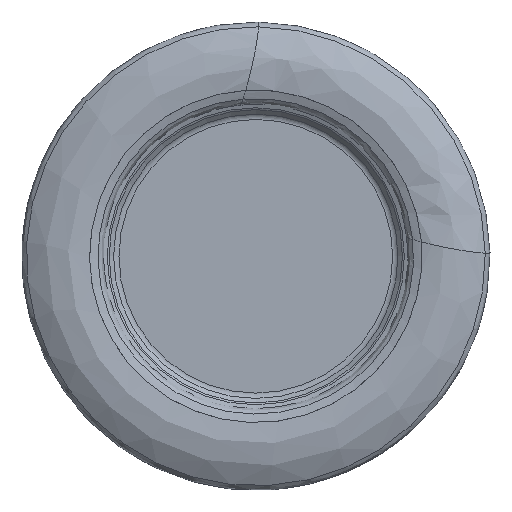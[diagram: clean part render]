
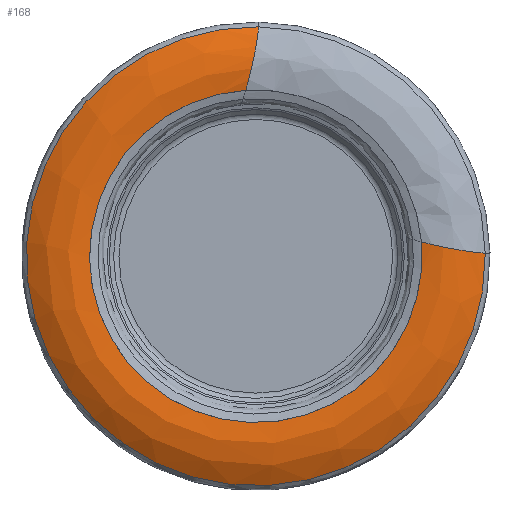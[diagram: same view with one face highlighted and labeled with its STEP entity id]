
A CAD part, left-side view. The second image highlights one B-rep face of the part: STEP entity #168.
In plain terms, the highlighted free-form (B-spline) face has degree [3, 3] with [4, 7] control points.
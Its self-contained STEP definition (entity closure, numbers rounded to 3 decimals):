
#38=(
BOUNDED_SURFACE()
B_SPLINE_SURFACE(3,3,((#1059,#1060,#1061,#1062,#1063,#1064,#1065),(#1066,
#1067,#1068,#1069,#1070,#1071,#1072),(#1073,#1074,#1075,#1076,#1077,#1078,
#1079),(#1080,#1081,#1082,#1083,#1084,#1085,#1086)),.UNSPECIFIED.,.F.,.F.,
 .F.)
B_SPLINE_SURFACE_WITH_KNOTS((4,4),(4,3,4),(0.,1.),(0.,0.5,1.),
 .UNSPECIFIED.)
GEOMETRIC_REPRESENTATION_ITEM()
RATIONAL_B_SPLINE_SURFACE(((1.,0.584,0.584,1.,0.584,
0.584,1.),(0.932,0.545,0.545,
0.932,0.545,0.545,0.932),
(0.932,0.545,0.545,0.932,
0.545,0.545,0.932),(1.,0.584,
0.584,1.,0.584,0.584,1.)))
REPRESENTATION_ITEM('')
SURFACE()
);
#121=FACE_OUTER_BOUND('',#258,.T.);
#168=ADVANCED_FACE('',(#121),#38,.F.);
#258=EDGE_LOOP('',(#334,#335,#336,#337));
#334=ORIENTED_EDGE('',*,*,#514,.F.);
#335=ORIENTED_EDGE('',*,*,#515,.F.);
#336=ORIENTED_EDGE('',*,*,#511,.T.);
#337=ORIENTED_EDGE('',*,*,#516,.F.);
#461=VERTEX_POINT('',#1036);
#462=VERTEX_POINT('',#1037);
#463=VERTEX_POINT('',#1055);
#464=VERTEX_POINT('',#1056);
#511=EDGE_CURVE('',#461,#462,#584,.T.);
#514=EDGE_CURVE('',#463,#464,#585,.T.);
#515=EDGE_CURVE('',#461,#463,#586,.T.);
#516=EDGE_CURVE('',#464,#462,#587,.T.);
#584=CIRCLE('',#664,17.744);
#585=CIRCLE('',#665,24.492);
#586=CIRCLE('',#666,8.);
#587=CIRCLE('',#667,8.);
#664=AXIS2_PLACEMENT_3D('',#1035,#787,#788);
#665=AXIS2_PLACEMENT_3D('',#1054,#791,#792);
#666=AXIS2_PLACEMENT_3D('',#1057,#793,#794);
#667=AXIS2_PLACEMENT_3D('',#1058,#795,#796);
#787=DIRECTION('',(1.,0.,0.));
#788=DIRECTION('',(0.,-0.996,0.086));
#791=DIRECTION('',(1.,0.,0.));
#792=DIRECTION('',(0.,-1.,0.013));
#793=DIRECTION('',(-0.174,-0.205,0.963));
#794=DIRECTION('',(0.,-0.978,-0.208));
#795=DIRECTION('',(0.174,-0.958,-0.23));
#796=DIRECTION('',(0.,-0.233,0.972));
#1035=CARTESIAN_POINT('',(0.213,0.,0.));
#1036=CARTESIAN_POINT('',(0.213,-17.677,1.534));
#1037=CARTESIAN_POINT('',(0.213,1.072,17.711));
#1054=CARTESIAN_POINT('',(1.495,0.,0.));
#1055=CARTESIAN_POINT('',(1.495,-24.49,0.317));
#1056=CARTESIAN_POINT('',(1.495,-0.322,24.49));
#1057=CARTESIAN_POINT('',(7.807,-20.039,2.401));
#1058=CARTESIAN_POINT('',(7.807,1.878,20.095));
#1059=CARTESIAN_POINT('',(0.213,-17.677,1.534));
#1060=CARTESIAN_POINT('',(0.213,-19.298,-17.146));
#1061=CARTESIAN_POINT('',(0.213,-2.605,-25.683));
#1062=CARTESIAN_POINT('',(0.213,11.591,-13.434));
#1063=CARTESIAN_POINT('',(0.213,25.787,-1.186));
#1064=CARTESIAN_POINT('',(0.213,19.788,16.578));
#1065=CARTESIAN_POINT('',(0.213,1.072,17.711));
#1066=CARTESIAN_POINT('',(-0.447,-20.027,0.915));
#1067=CARTESIAN_POINT('',(-0.447,-20.994,-20.246));
#1068=CARTESIAN_POINT('',(-0.447,-1.755,-29.113));
#1069=CARTESIAN_POINT('',(-0.447,13.705,-14.631));
#1070=CARTESIAN_POINT('',(-0.447,29.166,-0.148));
#1071=CARTESIAN_POINT('',(-0.447,21.573,19.628));
#1072=CARTESIAN_POINT('',(-0.447,0.393,20.044));
#1073=CARTESIAN_POINT('',(0.011,-22.463,0.48));
#1074=CARTESIAN_POINT('',(0.011,-22.971,-23.256));
#1075=CARTESIAN_POINT('',(0.011,-1.173,-32.667));
#1076=CARTESIAN_POINT('',(0.011,15.754,-16.019));
#1077=CARTESIAN_POINT('',(0.011,32.682,0.628));
#1078=CARTESIAN_POINT('',(0.011,23.636,22.579));
#1079=CARTESIAN_POINT('',(0.011,-0.105,22.468));
#1080=CARTESIAN_POINT('',(1.495,-24.49,0.317));
#1081=CARTESIAN_POINT('',(1.495,-24.825,-25.562));
#1082=CARTESIAN_POINT('',(1.495,-0.978,-35.619));
#1083=CARTESIAN_POINT('',(1.495,17.32,-17.317));
#1084=CARTESIAN_POINT('',(1.495,35.619,0.985));
#1085=CARTESIAN_POINT('',(1.495,25.557,24.83));
#1086=CARTESIAN_POINT('',(1.495,-0.322,24.49));
